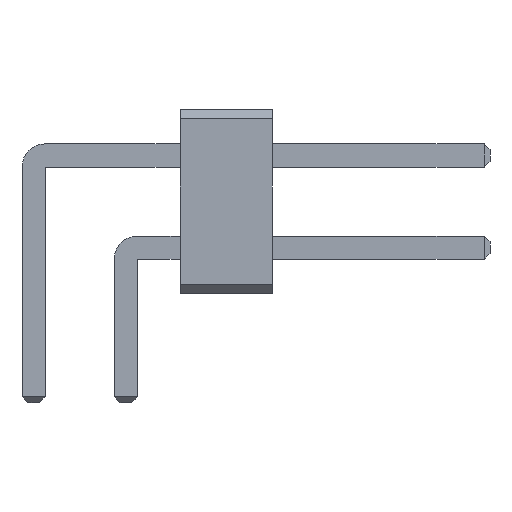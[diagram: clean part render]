
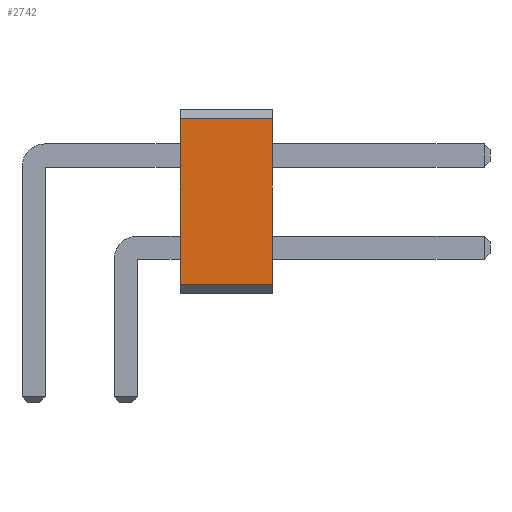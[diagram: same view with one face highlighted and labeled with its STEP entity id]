
A CAD part, front view. The second image highlights one B-rep face of the part: STEP entity #2742.
In plain terms, the highlighted planar face has unit normal (0, -1, 0).
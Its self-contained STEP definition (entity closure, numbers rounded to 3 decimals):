
#310 = VERTEX_POINT('',#311);
#311 = CARTESIAN_POINT('',(4.04,-19.05,4.826));
#317 = EDGE_CURVE('',#318,#310,#320,.T.);
#318 = VERTEX_POINT('',#319);
#319 = CARTESIAN_POINT('',(4.04,-19.05,0.254));
#320 = LINE('',#321,#322);
#321 = CARTESIAN_POINT('',(4.04,-19.05,0.254));
#322 = VECTOR('',#323,1.);
#323 = DIRECTION('',(0.,0.,1.));
#1239 = VERTEX_POINT('',#1240);
#1240 = CARTESIAN_POINT('',(6.58,-19.05,4.826));
#1246 = EDGE_CURVE('',#1247,#1239,#1249,.T.);
#1247 = VERTEX_POINT('',#1248);
#1248 = CARTESIAN_POINT('',(6.58,-19.05,0.254));
#1249 = LINE('',#1250,#1251);
#1250 = CARTESIAN_POINT('',(6.58,-19.05,0.254));
#1251 = VECTOR('',#1252,1.);
#1252 = DIRECTION('',(0.,0.,1.));
#2714 = EDGE_CURVE('',#318,#1247,#2715,.T.);
#2715 = LINE('',#2716,#2717);
#2716 = CARTESIAN_POINT('',(4.04,-19.05,0.254));
#2717 = VECTOR('',#2718,1.);
#2718 = DIRECTION('',(1.,0.,0.));
#2742 = ADVANCED_FACE('',(#2743),#2754,.T.);
#2743 = FACE_BOUND('',#2744,.T.);
#2744 = EDGE_LOOP('',(#2745,#2746,#2747,#2753));
#2745 = ORIENTED_EDGE('',*,*,#2714,.T.);
#2746 = ORIENTED_EDGE('',*,*,#1246,.T.);
#2747 = ORIENTED_EDGE('',*,*,#2748,.F.);
#2748 = EDGE_CURVE('',#310,#1239,#2749,.T.);
#2749 = LINE('',#2750,#2751);
#2750 = CARTESIAN_POINT('',(4.04,-19.05,4.826));
#2751 = VECTOR('',#2752,1.);
#2752 = DIRECTION('',(1.,0.,0.));
#2753 = ORIENTED_EDGE('',*,*,#317,.F.);
#2754 = PLANE('',#2755);
#2755 = AXIS2_PLACEMENT_3D('',#2756,#2757,#2758);
#2756 = CARTESIAN_POINT('',(4.04,-19.05,0.254));
#2757 = DIRECTION('',(0.,-1.,0.));
#2758 = DIRECTION('',(0.,0.,1.));
